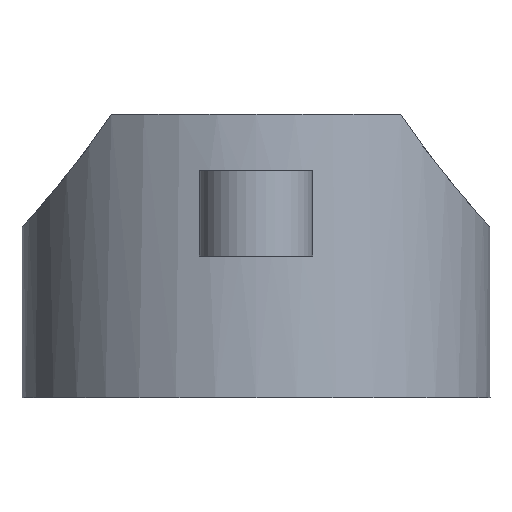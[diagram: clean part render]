
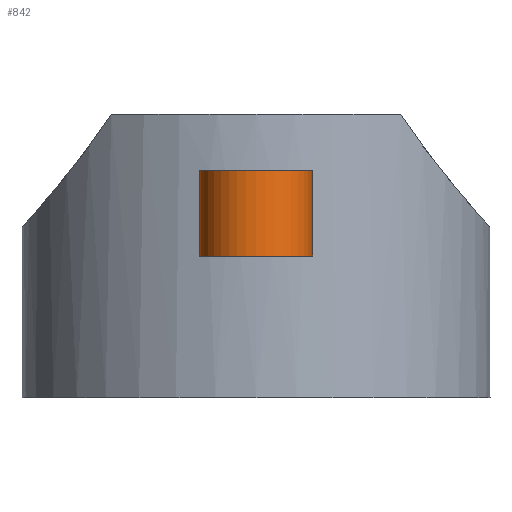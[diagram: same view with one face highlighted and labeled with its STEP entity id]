
A CAD part, left-side view. The second image highlights one B-rep face of the part: STEP entity #842.
In plain terms, the highlighted cylindrical face has radius 4 mm (diameter 8 mm), a partial arc.
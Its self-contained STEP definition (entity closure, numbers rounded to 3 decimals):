
#282 = VERTEX_POINT('',#283);
#283 = CARTESIAN_POINT('',(-16.176,3.255,10.));
#291 = VERTEX_POINT('',#292);
#292 = CARTESIAN_POINT('',(-16.176,-3.255,10.));
#299 = EDGE_CURVE('',#300,#291,#302,.T.);
#300 = VERTEX_POINT('',#301);
#301 = CARTESIAN_POINT('',(-16.176,-3.255,16.));
#302 = LINE('',#303,#304);
#303 = CARTESIAN_POINT('',(-16.176,-3.255,0.));
#304 = VECTOR('',#305,1.);
#305 = DIRECTION('',(-0.,-0.,-1.));
#317 = VERTEX_POINT('',#318);
#318 = CARTESIAN_POINT('',(-16.176,3.255,16.));
#325 = EDGE_CURVE('',#317,#282,#326,.T.);
#326 = LINE('',#327,#328);
#327 = CARTESIAN_POINT('',(-16.176,3.255,0.));
#328 = VECTOR('',#329,1.);
#329 = DIRECTION('',(-0.,-0.,-1.));
#821 = EDGE_CURVE('',#282,#291,#822,.T.);
#822 = CIRCLE('',#823,4.);
#823 = AXIS2_PLACEMENT_3D('',#824,#825,#826);
#824 = CARTESIAN_POINT('',(-18.5,0.,10.));
#825 = DIRECTION('',(0.,0.,1.));
#826 = DIRECTION('',(1.,0.,0.));
#842 = ADVANCED_FACE('',(#843),#855,.T.);
#843 = FACE_BOUND('',#844,.F.);
#844 = EDGE_LOOP('',(#845,#846,#847,#854));
#845 = ORIENTED_EDGE('',*,*,#821,.F.);
#846 = ORIENTED_EDGE('',*,*,#325,.F.);
#847 = ORIENTED_EDGE('',*,*,#848,.T.);
#848 = EDGE_CURVE('',#317,#300,#849,.T.);
#849 = CIRCLE('',#850,4.);
#850 = AXIS2_PLACEMENT_3D('',#851,#852,#853);
#851 = CARTESIAN_POINT('',(-18.5,0.,16.));
#852 = DIRECTION('',(0.,0.,1.));
#853 = DIRECTION('',(1.,0.,0.));
#854 = ORIENTED_EDGE('',*,*,#299,.T.);
#855 = CYLINDRICAL_SURFACE('',#856,4.);
#856 = AXIS2_PLACEMENT_3D('',#857,#858,#859);
#857 = CARTESIAN_POINT('',(-18.5,0.,10.));
#858 = DIRECTION('',(-0.,-0.,-1.));
#859 = DIRECTION('',(1.,0.,0.));
